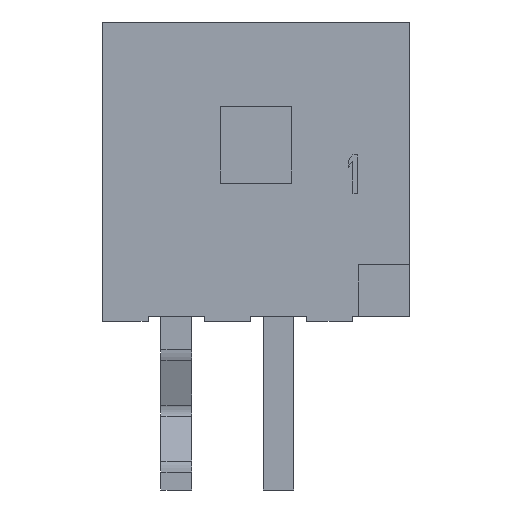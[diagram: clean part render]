
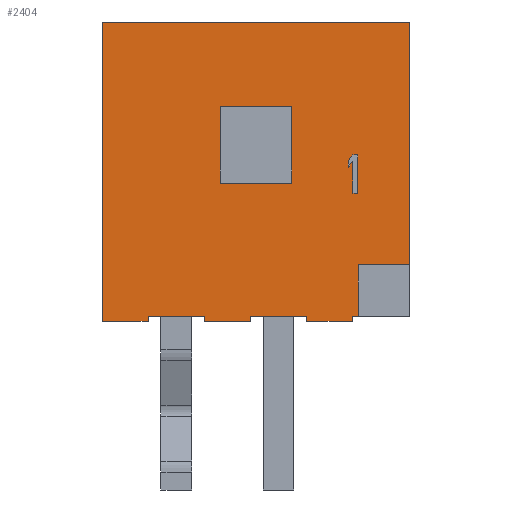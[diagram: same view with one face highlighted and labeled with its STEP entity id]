
A CAD part, front view. The second image highlights one B-rep face of the part: STEP entity #2404.
In plain terms, the highlighted planar face has unit normal (0, -1, 0).
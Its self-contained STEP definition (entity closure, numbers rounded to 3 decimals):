
#5=DIRECTION('',(1.,0.,0.));
#6=VECTOR('',#5,0.9);
#7=CARTESIAN_POINT('',(-1.01,-2.175,-2.925));
#8=LINE('',#7,#6);
#29=DIRECTION('',(1.,0.,0.));
#30=VECTOR('',#29,0.89);
#31=CARTESIAN_POINT('',(-3.,-2.175,-2.925));
#32=LINE('',#31,#30);
#33=DIRECTION('',(1.,0.,0.));
#34=VECTOR('',#33,0.895);
#35=CARTESIAN_POINT('',(0.99,-2.175,-2.925));
#36=LINE('',#35,#34);
#117=DIRECTION('',(0.,0.,-1.));
#118=VECTOR('',#117,1.5);
#119=CARTESIAN_POINT('',(-0.7,-2.175,1.275));
#120=LINE('',#119,#118);
#121=DIRECTION('',(1.,0.,0.));
#122=VECTOR('',#121,1.4);
#123=CARTESIAN_POINT('',(-0.7,-2.175,-0.225));
#124=LINE('',#123,#122);
#125=DIRECTION('',(0.,0.,1.));
#126=VECTOR('',#125,1.5);
#127=CARTESIAN_POINT('',(0.7,-2.175,-0.225));
#128=LINE('',#127,#126);
#129=DIRECTION('',(-1.,0.,0.));
#130=VECTOR('',#129,1.4);
#131=CARTESIAN_POINT('',(0.7,-2.175,1.275));
#132=LINE('',#131,#130);
#133=DIRECTION('',(-1.,0.,0.));
#134=VECTOR('',#133,1.);
#135=CARTESIAN_POINT('',(3.,-2.175,-1.825));
#136=LINE('',#135,#134);
#137=DIRECTION('',(0.,0.,-1.));
#138=VECTOR('',#137,1.);
#139=CARTESIAN_POINT('',(2.,-2.175,-1.825));
#140=LINE('',#139,#138);
#141=DIRECTION('',(-1.,0.,0.));
#142=VECTOR('',#141,0.115);
#143=CARTESIAN_POINT('',(2.,-2.175,-2.825));
#144=LINE('',#143,#142);
#145=DIRECTION('',(0.,0.,1.));
#146=VECTOR('',#145,0.1);
#147=CARTESIAN_POINT('',(1.885,-2.175,-2.925));
#148=LINE('',#147,#146);
#149=DIRECTION('',(0.,0.,1.));
#150=VECTOR('',#149,0.1);
#151=CARTESIAN_POINT('',(0.99,-2.175,-2.925));
#152=LINE('',#151,#150);
#153=DIRECTION('',(1.,0.,0.));
#154=VECTOR('',#153,1.1);
#155=CARTESIAN_POINT('',(-0.11,-2.175,-2.825));
#156=LINE('',#155,#154);
#157=DIRECTION('',(0.,0.,1.));
#158=VECTOR('',#157,0.1);
#159=CARTESIAN_POINT('',(-0.11,-2.175,-2.925));
#160=LINE('',#159,#158);
#161=DIRECTION('',(0.,0.,1.));
#162=VECTOR('',#161,0.1);
#163=CARTESIAN_POINT('',(-1.01,-2.175,-2.925));
#164=LINE('',#163,#162);
#165=DIRECTION('',(1.,0.,0.));
#166=VECTOR('',#165,1.1);
#167=CARTESIAN_POINT('',(-2.11,-2.175,-2.825));
#168=LINE('',#167,#166);
#169=DIRECTION('',(0.,0.,1.));
#170=VECTOR('',#169,0.1);
#171=CARTESIAN_POINT('',(-2.11,-2.175,-2.925));
#172=LINE('',#171,#170);
#173=DIRECTION('',(0.,0.,1.));
#174=VECTOR('',#173,5.85);
#175=CARTESIAN_POINT('',(-3.,-2.175,-2.925));
#176=LINE('',#175,#174);
#177=DIRECTION('',(0.,0.,1.));
#178=VECTOR('',#177,0.75);
#179=CARTESIAN_POINT('',(1.988,-2.175,-0.425));
#180=LINE('',#179,#178);
#181=DIRECTION('',(-1.,0.,0.));
#182=VECTOR('',#181,0.094);
#183=CARTESIAN_POINT('',(1.988,-2.175,0.325));
#184=LINE('',#183,#182);
#185=DIRECTION('',(-0.643,0.,-0.766));
#186=VECTOR('',#185,0.146);
#187=CARTESIAN_POINT('',(1.894,-2.175,0.325));
#188=LINE('',#187,#186);
#189=DIRECTION('',(0.,0.,-1.));
#190=VECTOR('',#189,0.128);
#191=CARTESIAN_POINT('',(1.8,-2.175,0.213));
#192=LINE('',#191,#190);
#193=DIRECTION('',(0.643,0.,0.766));
#194=VECTOR('',#193,0.146);
#195=CARTESIAN_POINT('',(1.8,-2.175,0.086));
#196=LINE('',#195,#194);
#197=DIRECTION('',(0.,0.,-1.));
#198=VECTOR('',#197,0.622);
#199=CARTESIAN_POINT('',(1.894,-2.175,0.197));
#200=LINE('',#199,#198);
#201=DIRECTION('',(1.,0.,0.));
#202=VECTOR('',#201,0.094);
#203=CARTESIAN_POINT('',(1.894,-2.175,-0.425));
#204=LINE('',#203,#202);
#305=DIRECTION('',(1.,0.,0.));
#306=VECTOR('',#305,6.);
#307=CARTESIAN_POINT('',(-3.,-2.175,2.925));
#308=LINE('',#307,#306);
#1155=DIRECTION('',(0.,0.,1.));
#1156=VECTOR('',#1155,4.75);
#1157=CARTESIAN_POINT('',(3.,-2.175,-1.825));
#1158=LINE('',#1157,#1156);
#1696=CARTESIAN_POINT('',(-3.,-2.175,-2.925));
#1698=VERTEX_POINT('',#1696);
#1699=CARTESIAN_POINT('',(-3.,-2.175,2.925));
#1700=CARTESIAN_POINT('',(3.,-2.175,2.925));
#1701=VERTEX_POINT('',#1699);
#1702=VERTEX_POINT('',#1700);
#1927=CARTESIAN_POINT('',(-0.7,-2.175,1.275));
#1928=CARTESIAN_POINT('',(-0.7,-2.175,-0.225));
#1929=VERTEX_POINT('',#1927);
#1930=VERTEX_POINT('',#1928);
#1931=CARTESIAN_POINT('',(0.7,-2.175,-0.225));
#1932=VERTEX_POINT('',#1931);
#1933=CARTESIAN_POINT('',(0.7,-2.175,1.275));
#1934=VERTEX_POINT('',#1933);
#1943=CARTESIAN_POINT('',(3.,-2.175,-1.825));
#1944=CARTESIAN_POINT('',(2.,-2.175,-1.825));
#1945=VERTEX_POINT('',#1943);
#1946=VERTEX_POINT('',#1944);
#1947=CARTESIAN_POINT('',(2.,-2.175,-2.825));
#1948=VERTEX_POINT('',#1947);
#2041=CARTESIAN_POINT('',(0.99,-2.175,-2.925));
#2043=VERTEX_POINT('',#2041);
#2045=CARTESIAN_POINT('',(-0.11,-2.175,-2.925));
#2047=VERTEX_POINT('',#2045);
#2049=CARTESIAN_POINT('',(0.99,-2.175,-2.825));
#2050=VERTEX_POINT('',#2049);
#2051=CARTESIAN_POINT('',(-0.11,-2.175,-2.825));
#2052=VERTEX_POINT('',#2051);
#2067=CARTESIAN_POINT('',(1.885,-2.175,-2.925));
#2068=VERTEX_POINT('',#2067);
#2081=CARTESIAN_POINT('',(1.885,-2.175,-2.825));
#2082=VERTEX_POINT('',#2081);
#2095=CARTESIAN_POINT('',(-1.01,-2.175,-2.925));
#2097=VERTEX_POINT('',#2095);
#2099=CARTESIAN_POINT('',(-2.11,-2.175,-2.925));
#2101=VERTEX_POINT('',#2099);
#2103=CARTESIAN_POINT('',(-1.01,-2.175,-2.825));
#2104=VERTEX_POINT('',#2103);
#2105=CARTESIAN_POINT('',(-2.11,-2.175,-2.825));
#2106=VERTEX_POINT('',#2105);
#2209=CARTESIAN_POINT('',(1.988,-2.175,-0.425));
#2210=CARTESIAN_POINT('',(1.988,-2.175,0.325));
#2211=VERTEX_POINT('',#2209);
#2212=VERTEX_POINT('',#2210);
#2213=CARTESIAN_POINT('',(1.894,-2.175,0.325));
#2214=VERTEX_POINT('',#2213);
#2215=CARTESIAN_POINT('',(1.8,-2.175,0.213));
#2216=VERTEX_POINT('',#2215);
#2217=CARTESIAN_POINT('',(1.8,-2.175,0.086));
#2218=VERTEX_POINT('',#2217);
#2219=CARTESIAN_POINT('',(1.894,-2.175,0.197));
#2220=VERTEX_POINT('',#2219);
#2221=CARTESIAN_POINT('',(1.894,-2.175,-0.425));
#2222=VERTEX_POINT('',#2221);
#2344=CARTESIAN_POINT('',(-3.,-2.175,-2.925));
#2345=DIRECTION('',(0.,-1.,0.));
#2346=DIRECTION('',(1.,0.,0.));
#2347=AXIS2_PLACEMENT_3D('',#2344,#2345,#2346);
#2348=PLANE('',#2347);
#2350=ORIENTED_EDGE('',*,*,#2349,.T.);
#2352=ORIENTED_EDGE('',*,*,#2351,.T.);
#2354=ORIENTED_EDGE('',*,*,#2353,.T.);
#2355=ORIENTED_EDGE('',*,*,#2331,.F.);
#2356=ORIENTED_EDGE('',*,*,#2260,.F.);
#2358=ORIENTED_EDGE('',*,*,#2357,.T.);
#2360=ORIENTED_EDGE('',*,*,#2359,.F.);
#2362=ORIENTED_EDGE('',*,*,#2361,.F.);
#2363=ORIENTED_EDGE('',*,*,#2230,.F.);
#2364=ORIENTED_EDGE('',*,*,#2287,.T.);
#2366=ORIENTED_EDGE('',*,*,#2365,.F.);
#2368=ORIENTED_EDGE('',*,*,#2367,.F.);
#2369=ORIENTED_EDGE('',*,*,#2250,.F.);
#2371=ORIENTED_EDGE('',*,*,#2370,.T.);
#2373=ORIENTED_EDGE('',*,*,#2372,.T.);
#2375=ORIENTED_EDGE('',*,*,#2374,.F.);
#2376=EDGE_LOOP('',(#2350,#2352,#2354,#2355,#2356,#2358,#2360,#2362,#2363,#2364,
#2366,#2368,#2369,#2371,#2373,#2375));
#2377=FACE_OUTER_BOUND('',#2376,.F.);
#2379=ORIENTED_EDGE('',*,*,#2378,.T.);
#2381=ORIENTED_EDGE('',*,*,#2380,.T.);
#2383=ORIENTED_EDGE('',*,*,#2382,.T.);
#2385=ORIENTED_EDGE('',*,*,#2384,.T.);
#2386=EDGE_LOOP('',(#2379,#2381,#2383,#2385));
#2387=FACE_BOUND('',#2386,.F.);
#2389=ORIENTED_EDGE('',*,*,#2388,.T.);
#2391=ORIENTED_EDGE('',*,*,#2390,.T.);
#2393=ORIENTED_EDGE('',*,*,#2392,.T.);
#2395=ORIENTED_EDGE('',*,*,#2394,.T.);
#2397=ORIENTED_EDGE('',*,*,#2396,.T.);
#2399=ORIENTED_EDGE('',*,*,#2398,.T.);
#2401=ORIENTED_EDGE('',*,*,#2400,.T.);
#2402=EDGE_LOOP('',(#2389,#2391,#2393,#2395,#2397,#2399,#2401));
#2403=FACE_BOUND('',#2402,.F.);
#2404=ADVANCED_FACE('',(#2377,#2387,#2403),#2348,.T.);
#2230=EDGE_CURVE('',#2097,#2047,#8,.T.);
#2250=EDGE_CURVE('',#1698,#2101,#32,.T.);
#2260=EDGE_CURVE('',#2043,#2068,#36,.T.);
#2287=EDGE_CURVE('',#2097,#2104,#164,.T.);
#2331=EDGE_CURVE('',#2068,#2082,#148,.T.);
#2349=EDGE_CURVE('',#1945,#1946,#136,.T.);
#2351=EDGE_CURVE('',#1946,#1948,#140,.T.);
#2353=EDGE_CURVE('',#1948,#2082,#144,.T.);
#2357=EDGE_CURVE('',#2043,#2050,#152,.T.);
#2359=EDGE_CURVE('',#2052,#2050,#156,.T.);
#2361=EDGE_CURVE('',#2047,#2052,#160,.T.);
#2365=EDGE_CURVE('',#2106,#2104,#168,.T.);
#2367=EDGE_CURVE('',#2101,#2106,#172,.T.);
#2370=EDGE_CURVE('',#1698,#1701,#176,.T.);
#2372=EDGE_CURVE('',#1701,#1702,#308,.T.);
#2374=EDGE_CURVE('',#1945,#1702,#1158,.T.);
#2378=EDGE_CURVE('',#1929,#1930,#120,.T.);
#2380=EDGE_CURVE('',#1930,#1932,#124,.T.);
#2382=EDGE_CURVE('',#1932,#1934,#128,.T.);
#2384=EDGE_CURVE('',#1934,#1929,#132,.T.);
#2388=EDGE_CURVE('',#2211,#2212,#180,.T.);
#2390=EDGE_CURVE('',#2212,#2214,#184,.T.);
#2392=EDGE_CURVE('',#2214,#2216,#188,.T.);
#2394=EDGE_CURVE('',#2216,#2218,#192,.T.);
#2396=EDGE_CURVE('',#2218,#2220,#196,.T.);
#2398=EDGE_CURVE('',#2220,#2222,#200,.T.);
#2400=EDGE_CURVE('',#2222,#2211,#204,.T.);
